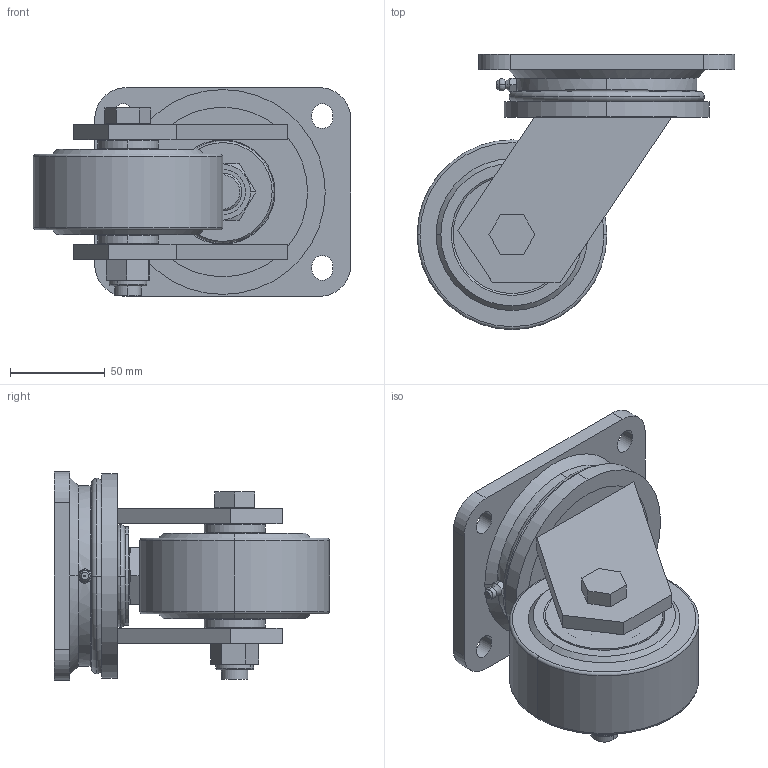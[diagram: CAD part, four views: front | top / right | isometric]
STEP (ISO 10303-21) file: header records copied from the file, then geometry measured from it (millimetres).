
FILE_DESCRIPTION (( 'STEP AP214' ), '1' );
FILE_NAME ('0028597_L-HS-STS-100-K-3_(A-01).step', '2019-05-13T08:09:45', ( '' ), ( '' ), 'SwSTEP 2.0', 'SolidWorks 2018', '' );
FILE_SCHEMA (( 'AUTOMOTIVE_DESIGN' ));
Length unit declared in the file: millimetre
Products named in the file (1): 0028597_L-HS-STS-100-K-3_(A-01)
Bounding box: 167.5 x 145 x 110 mm (x, y, z)
Volume: 842990.7 mm3; surface area: 151218 mm2
Topology: 3 solids, 11 shells, 272 faces, 602 edges, 373 vertices
Faces by surface type: plane 91, cylinder 85, cone 52, torus 40, sphere 2, bspline 2
Entity records: 11158 total; most frequent: CARTESIAN_POINT 2014, DIRECTION 1416, ORIENTED_EDGE 1198, EDGE_CURVE 599, AXIS2_PLACEMENT_3D 582, VERTEX_POINT 372, EDGE_LOOP 321, CIRCLE 311
